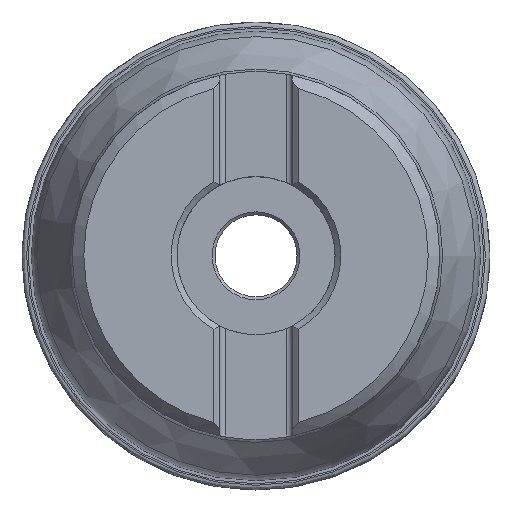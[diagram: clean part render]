
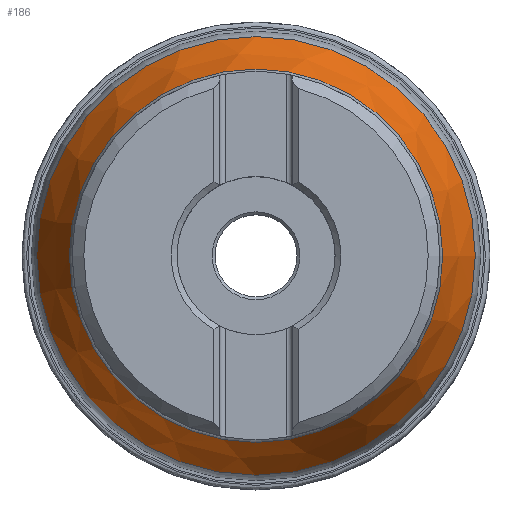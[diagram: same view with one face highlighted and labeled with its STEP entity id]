
A CAD part, top view. The second image highlights one B-rep face of the part: STEP entity #186.
In plain terms, the highlighted conical face has half-angle 25 degrees and reference radius 31.4 mm.
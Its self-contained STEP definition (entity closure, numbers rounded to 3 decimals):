
#49=CONICAL_SURFACE('',#910,31.4,25.);
#186=ADVANCED_FACE('',(#327,#328),#49,.T.);
#327=FACE_BOUND('',#409,.T.);
#328=FACE_BOUND('',#410,.T.);
#409=EDGE_LOOP('',(#532));
#410=EDGE_LOOP('',(#533));
#532=ORIENTED_EDGE('',*,*,#775,.T.);
#533=ORIENTED_EDGE('',*,*,#776,.T.);
#698=VERTEX_POINT('',#1706);
#699=VERTEX_POINT('',#1708);
#775=EDGE_CURVE('',#698,#698,#851,.T.);
#776=EDGE_CURVE('',#699,#699,#852,.T.);
#851=CIRCLE('',#908,37.438);
#852=CIRCLE('',#909,31.868);
#908=AXIS2_PLACEMENT_3D('',#1705,#1061,#1062);
#909=AXIS2_PLACEMENT_3D('',#1707,#1063,#1064);
#910=AXIS2_PLACEMENT_3D('',#1709,#1065,#1066);
#1061=DIRECTION('',(0.,0.,1.));
#1062=DIRECTION('',(-1.,0.,0.));
#1063=DIRECTION('',(0.,0.,-1.));
#1064=DIRECTION('',(1.,0.,0.));
#1065=DIRECTION('',(0.,0.,-1.));
#1066=DIRECTION('',(1.,0.,0.));
#1705=CARTESIAN_POINT('',(0.,0.,-32.949));
#1706=CARTESIAN_POINT('',(-37.438,0.,-32.949));
#1707=CARTESIAN_POINT('',(0.,0.,-21.005));
#1708=CARTESIAN_POINT('',(31.868,0.,-21.005));
#1709=CARTESIAN_POINT('',(0.,0.,-20.));
